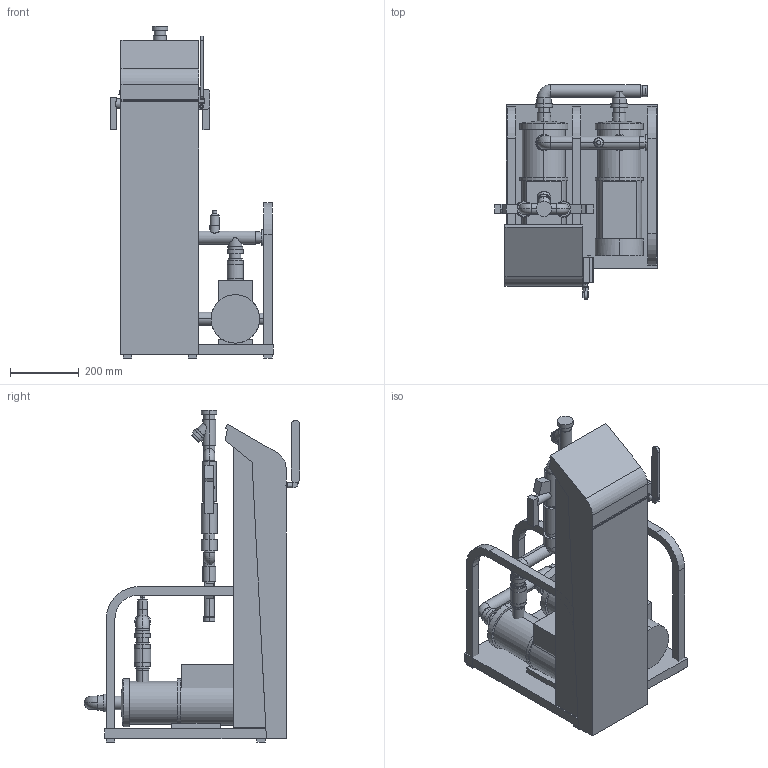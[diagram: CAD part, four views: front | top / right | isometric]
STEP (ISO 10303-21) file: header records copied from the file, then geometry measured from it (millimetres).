
FILE_DESCRIPTION (( 'STEP AP214' ), '1' );
FILE_NAME ('Sinum_D10.STEP', '2024-04-08T13:19:15', ( '' ), ( '' ), 'SwSTEP 2.0', 'SolidWorks 2021', '' );
FILE_SCHEMA (( 'AUTOMOTIVE_DESIGN' ));
Length unit declared in the file: millimetre
Products named in the file (3): Sinum_D10; Sinum_D10.dwg; 17950_flmat_mp_g4_remote_d10.dwg
Assembly tree (2 placements, depth 3):
  Sinum_D10
    Sinum_D10.dwg
      17950_flmat_mp_g4_remote_d10.dwg
Bounding box: 473.18 x 627.15 x 967.34 mm (x, y, z)
Volume: 35773684.6 mm3; surface area: 2695132.6 mm2
Topology: 13 solids, 13 shells, 518 faces, 1182 edges, 758 vertices
Faces by surface type: plane 254, cylinder 198, cone 46, torus 16, bspline 4
Entity records: 16595 total; most frequent: CARTESIAN_POINT 4419, DIRECTION 2635, ORIENTED_EDGE 2364, EDGE_CURVE 1182, AXIS2_PLACEMENT_3D 988, VERTEX_POINT 758, VECTOR 659, LINE 659
